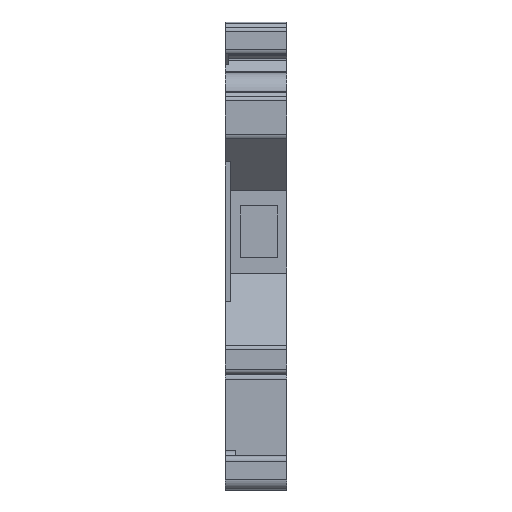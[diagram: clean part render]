
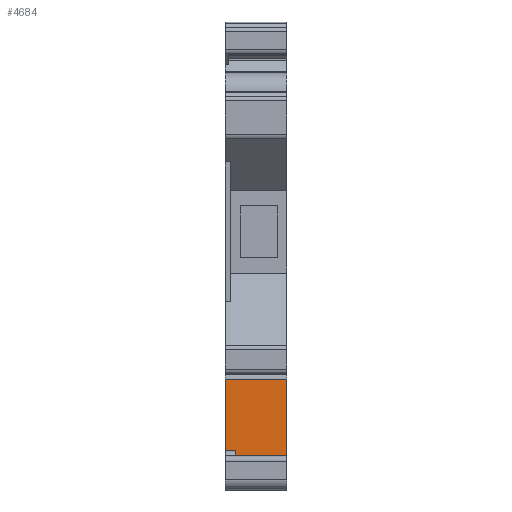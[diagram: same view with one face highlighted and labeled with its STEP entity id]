
A CAD part, left-side view. The second image highlights one B-rep face of the part: STEP entity #4684.
In plain terms, the highlighted planar face has unit normal (-1, 0, 0).
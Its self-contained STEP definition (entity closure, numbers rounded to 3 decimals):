
#147 = CARTESIAN_POINT ( 'NONE',  ( -19.044, 2.975, -10.4 ) ) ;
#332 = CARTESIAN_POINT ( 'NONE',  ( -19.044, 2.975, -17.3 ) ) ;
#423 = LINE ( 'NONE', #5103, #4101 ) ;
#450 = CARTESIAN_POINT ( 'NONE',  ( -19.044, 1.975, -17.3 ) ) ;
#487 = ORIENTED_EDGE ( 'NONE', *, *, #9105, .F. ) ;
#533 = LINE ( 'NONE', #5152, #1575 ) ;
#717 = EDGE_CURVE ( 'NONE', #11896, #2237, #423, .T. ) ;
#1575 = VECTOR ( 'NONE', #10679, 1000. ) ;
#1611 = ORIENTED_EDGE ( 'NONE', *, *, #717, .T. ) ;
#1798 = CARTESIAN_POINT ( 'NONE',  ( -19.044, -2.975, -10.4 ) ) ;
#1821 = LINE ( 'NONE', #6264, #10804 ) ;
#1854 = FACE_OUTER_BOUND ( 'NONE', #7843, .T. ) ;
#1962 = VECTOR ( 'NONE', #10706, 1000. ) ;
#2237 = VERTEX_POINT ( 'NONE', #147 ) ;
#2388 = EDGE_CURVE ( 'NONE', #7911, #6217, #9735, .T. ) ;
#2501 = VERTEX_POINT ( 'NONE', #9123 ) ;
#2785 = DIRECTION ( 'NONE',  ( 0., -1., 0. ) ) ;
#3569 = VERTEX_POINT ( 'NONE', #11689 ) ;
#3908 = DIRECTION ( 'NONE',  ( 0., 0., -1. ) ) ;
#4101 = VECTOR ( 'NONE', #7824, 1000. ) ;
#4240 = DIRECTION ( 'NONE',  ( 0., 0., 1. ) ) ;
#4358 = ORIENTED_EDGE ( 'NONE', *, *, #5333, .T. ) ;
#4512 = CARTESIAN_POINT ( 'NONE',  ( -19.044, 1.975, -19.216 ) ) ;
#4684 = ADVANCED_FACE ( 'NONE', ( #1854 ), #6699, .F. ) ;
#4804 = ORIENTED_EDGE ( 'NONE', *, *, #2388, .F. ) ;
#4810 = LINE ( 'NONE', #8496, #7318 ) ;
#4951 = ORIENTED_EDGE ( 'NONE', *, *, #6451, .T. ) ;
#5103 = CARTESIAN_POINT ( 'NONE',  ( -19.044, -2.975, -10.4 ) ) ;
#5152 = CARTESIAN_POINT ( 'NONE',  ( -19.044, -2.975, -10.4 ) ) ;
#5333 = EDGE_CURVE ( 'NONE', #3569, #2501, #7151, .T. ) ;
#5977 = CARTESIAN_POINT ( 'NONE',  ( -19.044, -2.975, -10.4 ) ) ;
#6217 = VERTEX_POINT ( 'NONE', #332 ) ;
#6264 = CARTESIAN_POINT ( 'NONE',  ( -19.044, 1.975, -17.3 ) ) ;
#6451 = EDGE_CURVE ( 'NONE', #2237, #6217, #4810, .T. ) ;
#6699 = PLANE ( 'NONE',  #11164 ) ;
#7151 = LINE ( 'NONE', #4512, #8834 ) ;
#7318 = VECTOR ( 'NONE', #3908, 1000. ) ;
#7353 = DIRECTION ( 'NONE',  ( 0., 0., -1. ) ) ;
#7619 = ORIENTED_EDGE ( 'NONE', *, *, #11501, .T. ) ;
#7720 = CARTESIAN_POINT ( 'NONE',  ( -19.044, -2.975, -17.3 ) ) ;
#7824 = DIRECTION ( 'NONE',  ( 0., 1., 0. ) ) ;
#7843 = EDGE_LOOP ( 'NONE', ( #4951, #4804, #7619, #4358, #487, #1611 ) ) ;
#7911 = VERTEX_POINT ( 'NONE', #450 ) ;
#8496 = CARTESIAN_POINT ( 'NONE',  ( -19.044, 2.975, -10.4 ) ) ;
#8717 = DIRECTION ( 'NONE',  ( 1., 0., 0. ) ) ;
#8834 = VECTOR ( 'NONE', #2785, 1000. ) ;
#9105 = EDGE_CURVE ( 'NONE', #11896, #2501, #533, .T. ) ;
#9123 = CARTESIAN_POINT ( 'NONE',  ( -19.044, -2.975, -19.216 ) ) ;
#9735 = LINE ( 'NONE', #7720, #1962 ) ;
#10679 = DIRECTION ( 'NONE',  ( 0., 0., -1. ) ) ;
#10706 = DIRECTION ( 'NONE',  ( 0., 1., 0. ) ) ;
#10804 = VECTOR ( 'NONE', #7353, 1000. ) ;
#11164 = AXIS2_PLACEMENT_3D ( 'NONE', #5977, #8717, #4240 ) ;
#11501 = EDGE_CURVE ( 'NONE', #7911, #3569, #1821, .T. ) ;
#11689 = CARTESIAN_POINT ( 'NONE',  ( -19.044, 1.975, -19.216 ) ) ;
#11896 = VERTEX_POINT ( 'NONE', #1798 ) ;
